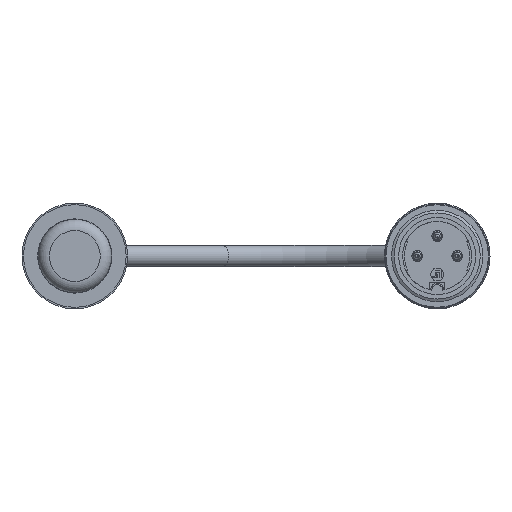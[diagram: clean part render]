
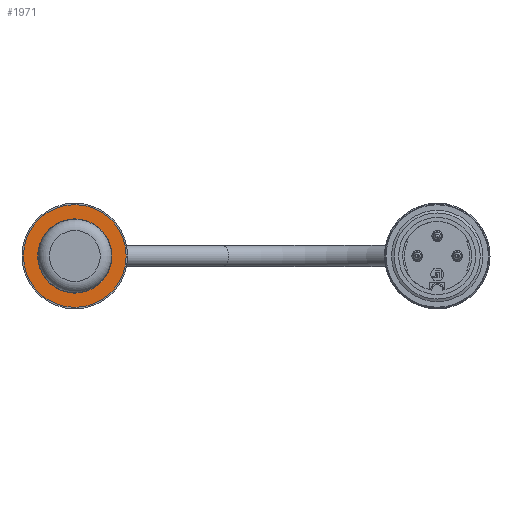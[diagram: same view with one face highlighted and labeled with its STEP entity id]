
A CAD part, left-side view. The second image highlights one B-rep face of the part: STEP entity #1971.
In plain terms, the highlighted planar face has unit normal (-1, 0, 0).
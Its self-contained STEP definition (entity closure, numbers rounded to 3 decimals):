
#344=PLANE('',#2231);
#413=FACE_BOUND('',#741,.T.);
#544=FACE_OUTER_BOUND('',#740,.T.);
#740=EDGE_LOOP('',(#1698));
#741=EDGE_LOOP('',(#1699));
#857=CIRCLE('',#2228,9.);
#859=CIRCLE('',#2232,6.5);
#1027=VERTEX_POINT('',#3765);
#1029=VERTEX_POINT('',#3771);
#1252=EDGE_CURVE('',#1027,#1027,#857,.T.);
#1254=EDGE_CURVE('',#1029,#1029,#859,.T.);
#1698=ORIENTED_EDGE('',*,*,#1252,.T.);
#1699=ORIENTED_EDGE('',*,*,#1254,.F.);
#1971=ADVANCED_FACE('',(#544,#413),#344,.T.);
#2228=AXIS2_PLACEMENT_3D('',#3766,#2790,#2791);
#2231=AXIS2_PLACEMENT_3D('',#3770,#2796,#2797);
#2232=AXIS2_PLACEMENT_3D('',#3772,#2798,#2799);
#2790=DIRECTION('center_axis',(-1.,0.,0.));
#2791=DIRECTION('ref_axis',(0.,-1.,0.));
#2796=DIRECTION('center_axis',(-1.,0.,0.));
#2797=DIRECTION('ref_axis',(0.,-1.,0.));
#2798=DIRECTION('center_axis',(-1.,0.,0.));
#2799=DIRECTION('ref_axis',(0.,-1.,0.));
#3765=CARTESIAN_POINT('',(-27.5,0.,9.));
#3766=CARTESIAN_POINT('Origin',(-27.5,0.,0.));
#3770=CARTESIAN_POINT('Origin',(-27.5,0.,6.5));
#3771=CARTESIAN_POINT('',(-27.5,0.,6.5));
#3772=CARTESIAN_POINT('Origin',(-27.5,0.,0.));
